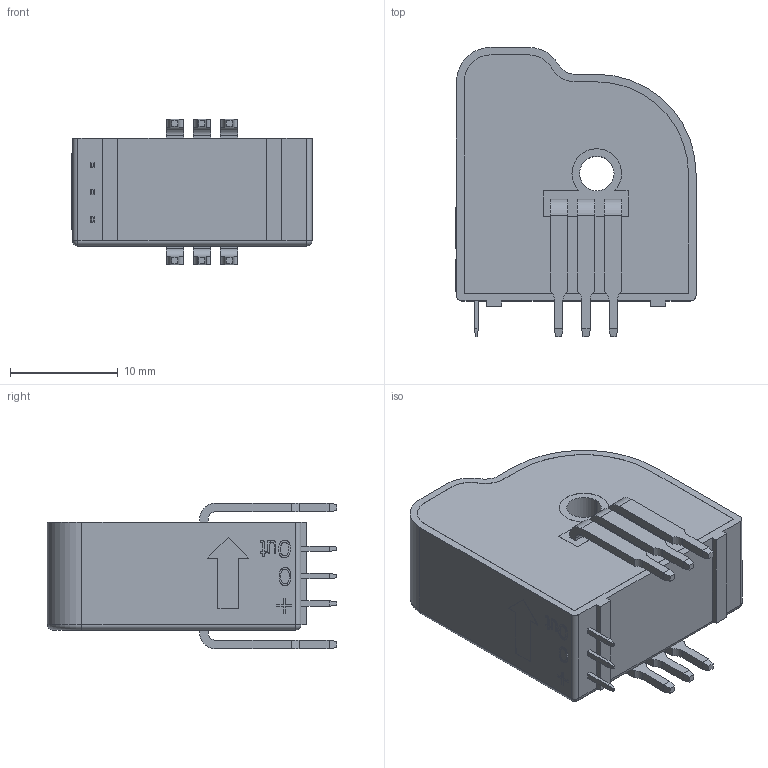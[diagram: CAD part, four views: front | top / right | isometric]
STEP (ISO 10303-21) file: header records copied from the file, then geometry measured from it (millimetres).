
FILE_DESCRIPTION (( 'STEP AP214' ), '1' );
FILE_NAME ('LEMSensor.STEP', '2017-11-25T20:41:06', ( '' ), ( '' ), 'SwSTEP 2.0', 'SolidWorks 2015', '' );
FILE_SCHEMA (( 'AUTOMOTIVE_DESIGN' ));
Length unit declared in the file: millimetre
Products named in the file (1): LEMSensor
Bounding box: 22.25 x 26.8 x 13.5 mm (x, y, z)
Volume: 4694.4 mm3; surface area: 2230 mm2
Topology: 1 solids, 1 shells, 320 faces, 825 edges, 531 vertices
Faces by surface type: plane 227, cylinder 49, bspline 38, torus 4, sphere 2
Entity records: 15156 total; most frequent: CARTESIAN_POINT 3993, ORIENTED_EDGE 1646, DIRECTION 1416, EDGE_CURVE 823, VECTOR 644, LINE 644, VERTEX_POINT 531, AXIS2_PLACEMENT_3D 386
